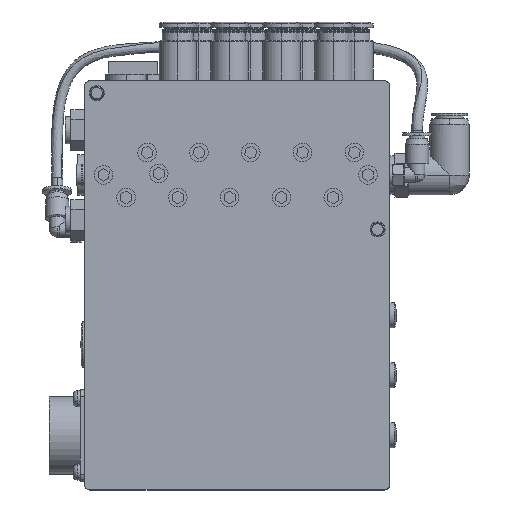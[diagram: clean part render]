
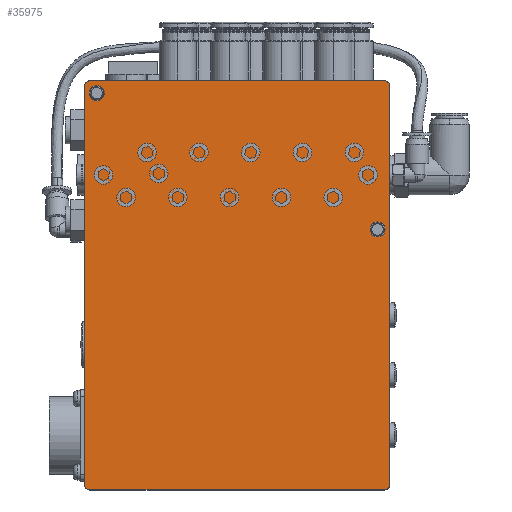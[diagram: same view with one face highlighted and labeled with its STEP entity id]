
A CAD part, top view. The second image highlights one B-rep face of the part: STEP entity #35975.
In plain terms, the highlighted planar face has unit normal (0, 0, 1).
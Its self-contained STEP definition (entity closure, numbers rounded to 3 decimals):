
#22 = CARTESIAN_POINT ( 'NONE',  ( -54., 75., 0. ) ) ;
#2346 = CIRCLE ( 'NONE', #2934, 2.75 ) ;
#2490 = DIRECTION ( 'NONE',  ( 0., 0., -1. ) ) ;
#2564 = CARTESIAN_POINT ( 'NONE',  ( -54., 73., 0. ) ) ;
#2594 = AXIS2_PLACEMENT_3D ( 'NONE', #19312, #24762, #46796 ) ;
#2934 = AXIS2_PLACEMENT_3D ( 'NONE', #34954, #3246, #21710 ) ;
#3246 = DIRECTION ( 'NONE',  ( 0., 0., -1. ) ) ;
#3302 = LINE ( 'NONE', #40970, #58029 ) ;
#3377 = AXIS2_PLACEMENT_3D ( 'NONE', #42970, #10255, #48462 ) ;
#3781 = EDGE_CURVE ( 'NONE', #43803, #46131, #2346, .T. ) ;
#4119 = EDGE_CURVE ( 'NONE', #59522, #13807, #30463, .T. ) ;
#4491 = DIRECTION ( 'NONE',  ( -1., 0., 0. ) ) ;
#4794 = CARTESIAN_POINT ( 'NONE',  ( -56., 75., 0. ) ) ;
#7341 = DIRECTION ( 'NONE',  ( 1., 0., 0. ) ) ;
#8039 = DIRECTION ( 'NONE',  ( 1., 0., 0. ) ) ;
#8077 = DIRECTION ( 'NONE',  ( 1., 0., 0. ) ) ;
#8815 = ORIENTED_EDGE ( 'NONE', *, *, #49675, .T. ) ;
#9338 = VERTEX_POINT ( 'NONE', #44511 ) ;
#9425 = LINE ( 'NONE', #4794, #69277 ) ;
#10247 = VECTOR ( 'NONE', #7341, 1000. ) ;
#10255 = DIRECTION ( 'NONE',  ( 0., 0., -1. ) ) ;
#11272 = ORIENTED_EDGE ( 'NONE', *, *, #49974, .T. ) ;
#11903 = EDGE_CURVE ( 'NONE', #34162, #52440, #48086, .T. ) ;
#12525 = AXIS2_PLACEMENT_3D ( 'NONE', #32133, #2490, #37494 ) ;
#12720 = CARTESIAN_POINT ( 'NONE',  ( -56., -73., 0. ) ) ;
#12930 = EDGE_LOOP ( 'NONE', ( #25048, #42240, #47369, #55817, #8815, #57482, #11272, #62514 ) ) ;
#13807 = VERTEX_POINT ( 'NONE', #33405 ) ;
#14724 = CARTESIAN_POINT ( 'NONE',  ( -56., 75., 0. ) ) ;
#16962 = AXIS2_PLACEMENT_3D ( 'NONE', #2564, #40777, #8077 ) ;
#19312 = CARTESIAN_POINT ( 'NONE',  ( -56., -75., 0. ) ) ;
#19795 = VERTEX_POINT ( 'NONE', #45766 ) ;
#21710 = DIRECTION ( 'NONE',  ( -1., 0., 0. ) ) ;
#22549 = VECTOR ( 'NONE', #36665, 1000. ) ;
#24087 = AXIS2_PLACEMENT_3D ( 'NONE', #69963, #37172, #4491 ) ;
#24762 = DIRECTION ( 'NONE',  ( 0., 0., 1. ) ) ;
#24810 = EDGE_CURVE ( 'NONE', #9338, #55861, #43226, .T. ) ;
#25048 = ORIENTED_EDGE ( 'NONE', *, *, #66953, .T. ) ;
#26840 = CARTESIAN_POINT ( 'NONE',  ( 54., 75., 0. ) ) ;
#28408 = CARTESIAN_POINT ( 'NONE',  ( -54., -73., 0. ) ) ;
#29917 = CARTESIAN_POINT ( 'NONE',  ( 54., 73., 0. ) ) ;
#30463 = CIRCLE ( 'NONE', #12525, 2.75 ) ;
#32133 = CARTESIAN_POINT ( 'NONE',  ( 51.5, 20.5, 0. ) ) ;
#32886 = ORIENTED_EDGE ( 'NONE', *, *, #3781, .T. ) ;
#33405 = CARTESIAN_POINT ( 'NONE',  ( 54.25, 20.5, 0. ) ) ;
#33935 = DIRECTION ( 'NONE',  ( 1., 0., 0. ) ) ;
#34162 = VERTEX_POINT ( 'NONE', #50161 ) ;
#34273 = EDGE_LOOP ( 'NONE', ( #67657, #32886 ) ) ;
#34954 = CARTESIAN_POINT ( 'NONE',  ( -51.5, 70.5, 0. ) ) ;
#35298 = VERTEX_POINT ( 'NONE', #12720 ) ;
#35384 = CARTESIAN_POINT ( 'NONE',  ( 54., -73., 0. ) ) ;
#35482 = DIRECTION ( 'NONE',  ( 1., 0., 0. ) ) ;
#35551 = CARTESIAN_POINT ( 'NONE',  ( -48.75, 70.5, 0. ) ) ;
#35780 = PLANE ( 'NONE',  #2594 ) ;
#35975 = ADVANCED_FACE ( 'NONE', ( #41378, #54222, #68747 ), #35780, .T. ) ;
#36665 = DIRECTION ( 'NONE',  ( -1., 0., 0. ) ) ;
#36729 = EDGE_CURVE ( 'NONE', #13807, #59522, #48997, .T. ) ;
#37172 = DIRECTION ( 'NONE',  ( 0., 0., -1. ) ) ;
#37494 = DIRECTION ( 'NONE',  ( -1., 0., 0. ) ) ;
#38326 = CIRCLE ( 'NONE', #45087, 2. ) ;
#40684 = CARTESIAN_POINT ( 'NONE',  ( 48.75, 20.5, 0. ) ) ;
#40709 = CARTESIAN_POINT ( 'NONE',  ( -54.25, 70.5, 0. ) ) ;
#40777 = DIRECTION ( 'NONE',  ( 0., 0., 1. ) ) ;
#40970 = CARTESIAN_POINT ( 'NONE',  ( 56., 75., 0. ) ) ;
#41000 = LINE ( 'NONE', #67321, #10247 ) ;
#41078 = VERTEX_POINT ( 'NONE', #22 ) ;
#41378 = FACE_BOUND ( 'NONE', #34273, .T. ) ;
#42240 = ORIENTED_EDGE ( 'NONE', *, *, #24810, .T. ) ;
#42970 = CARTESIAN_POINT ( 'NONE',  ( -51.5, 70.5, 0. ) ) ;
#43000 = DIRECTION ( 'NONE',  ( 0., -1., 0. ) ) ;
#43226 = CIRCLE ( 'NONE', #55203, 2. ) ;
#43803 = VERTEX_POINT ( 'NONE', #35551 ) ;
#44511 = CARTESIAN_POINT ( 'NONE',  ( 56., 73., 0. ) ) ;
#45087 = AXIS2_PLACEMENT_3D ( 'NONE', #28408, #66695, #33935 ) ;
#45721 = EDGE_CURVE ( 'NONE', #41078, #70345, #52700, .T. ) ;
#45766 = CARTESIAN_POINT ( 'NONE',  ( -54., -75., 0. ) ) ;
#46131 = VERTEX_POINT ( 'NONE', #40709 ) ;
#46796 = DIRECTION ( 'NONE',  ( 1., 0., 0. ) ) ;
#47321 = EDGE_CURVE ( 'NONE', #55861, #41078, #64479, .T. ) ;
#47369 = ORIENTED_EDGE ( 'NONE', *, *, #47321, .T. ) ;
#48086 = CIRCLE ( 'NONE', #63757, 2. ) ;
#48462 = DIRECTION ( 'NONE',  ( -1., 0., 0. ) ) ;
#48997 = CIRCLE ( 'NONE', #24087, 2.75 ) ;
#49035 = CARTESIAN_POINT ( 'NONE',  ( -56., 73., 0. ) ) ;
#49675 = EDGE_CURVE ( 'NONE', #70345, #35298, #9425, .T. ) ;
#49974 = EDGE_CURVE ( 'NONE', #19795, #34162, #41000, .T. ) ;
#50161 = CARTESIAN_POINT ( 'NONE',  ( 54., -75., 0. ) ) ;
#50727 = ORIENTED_EDGE ( 'NONE', *, *, #36729, .T. ) ;
#51095 = EDGE_CURVE ( 'NONE', #35298, #19795, #38326, .T. ) ;
#51956 = CARTESIAN_POINT ( 'NONE',  ( 56., -73., 0. ) ) ;
#52440 = VERTEX_POINT ( 'NONE', #51956 ) ;
#52700 = CIRCLE ( 'NONE', #16962, 2. ) ;
#54222 = FACE_BOUND ( 'NONE', #64214, .T. ) ;
#55203 = AXIS2_PLACEMENT_3D ( 'NONE', #29917, #68241, #35482 ) ;
#55817 = ORIENTED_EDGE ( 'NONE', *, *, #45721, .T. ) ;
#55861 = VERTEX_POINT ( 'NONE', #26840 ) ;
#57482 = ORIENTED_EDGE ( 'NONE', *, *, #51095, .T. ) ;
#58029 = VECTOR ( 'NONE', #61998, 1000. ) ;
#58759 = EDGE_CURVE ( 'NONE', #46131, #43803, #67285, .T. ) ;
#59522 = VERTEX_POINT ( 'NONE', #40684 ) ;
#61998 = DIRECTION ( 'NONE',  ( 0., 1., 0. ) ) ;
#62514 = ORIENTED_EDGE ( 'NONE', *, *, #11903, .T. ) ;
#63757 = AXIS2_PLACEMENT_3D ( 'NONE', #35384, #67449, #8039 ) ;
#64214 = EDGE_LOOP ( 'NONE', ( #64510, #50727 ) ) ;
#64479 = LINE ( 'NONE', #14724, #22549 ) ;
#64510 = ORIENTED_EDGE ( 'NONE', *, *, #4119, .T. ) ;
#66695 = DIRECTION ( 'NONE',  ( 0., 0., 1. ) ) ;
#66953 = EDGE_CURVE ( 'NONE', #52440, #9338, #3302, .T. ) ;
#67285 = CIRCLE ( 'NONE', #3377, 2.75 ) ;
#67321 = CARTESIAN_POINT ( 'NONE',  ( -56., -75., 0. ) ) ;
#67449 = DIRECTION ( 'NONE',  ( 0., 0., 1. ) ) ;
#67657 = ORIENTED_EDGE ( 'NONE', *, *, #58759, .T. ) ;
#68241 = DIRECTION ( 'NONE',  ( 0., 0., 1. ) ) ;
#68747 = FACE_OUTER_BOUND ( 'NONE', #12930, .T. ) ;
#69277 = VECTOR ( 'NONE', #43000, 1000. ) ;
#69963 = CARTESIAN_POINT ( 'NONE',  ( 51.5, 20.5, 0. ) ) ;
#70345 = VERTEX_POINT ( 'NONE', #49035 ) ;
